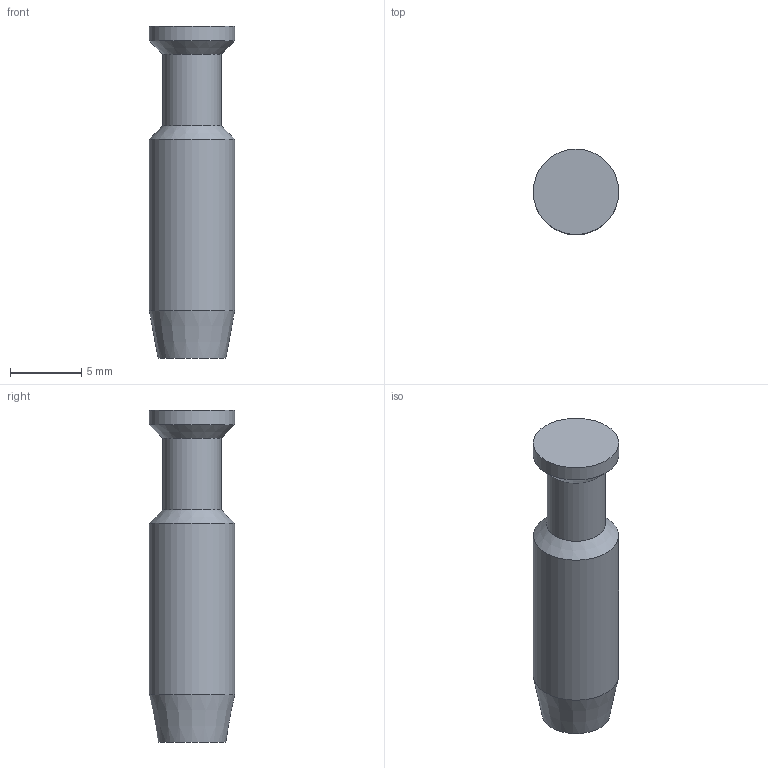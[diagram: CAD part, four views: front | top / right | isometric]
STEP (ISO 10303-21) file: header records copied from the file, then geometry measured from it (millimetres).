
FILE_DESCRIPTION(/* description */ (''),/* implementation_level */ '2;1');
FILE_NAME(/* name */ 'C3D_N_02_040_0012.stp',/* time_stamp */ '2016-03-03T08:38:19+01:00',/* author */ (''),/* organization */ (''),/* preprocessor_version */ 'ST-DEVELOPER v15',/* originating_system */ 'SIEMENS PLM Software NX 9.0',/* authorisation */ '');
FILE_SCHEMA (('CONFIG_CONTROL_DESIGN'));
Length unit declared in the file: millimetre
Products named in the file (1): n 02 040 0012nxm001-05
Bounding box: 6 x 6 x 23.3 mm (x, y, z)
Volume: 397.7 mm3; surface area: 598.3 mm2
Topology: 1 solids, 1 shells, 12 faces, 27 edges, 16 vertices
Faces by surface type: cone 7, cylinder 4, plane 1
Full cylindrical faces by diameter (mm): 4.1 x1, 4.4 x1, 6 x2
Entity records: 322 total; most frequent: DIRECTION 48, CARTESIAN_POINT 36, AXIS2_PLACEMENT_3D 24, FACE_BOUND 22, EDGE_LOOP 22, ORIENTED_EDGE 22, ADVANCED_FACE 12, VERTEX_POINT 12
